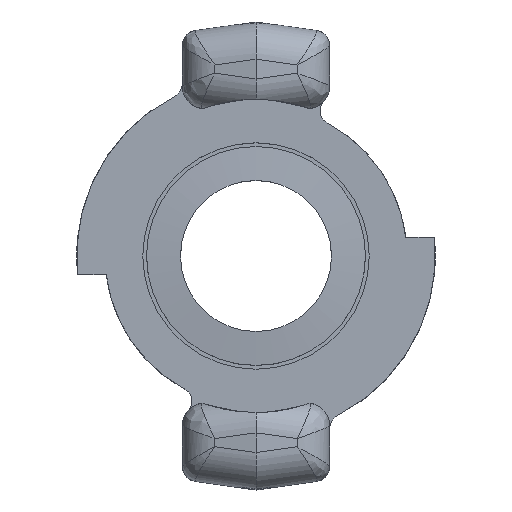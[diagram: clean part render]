
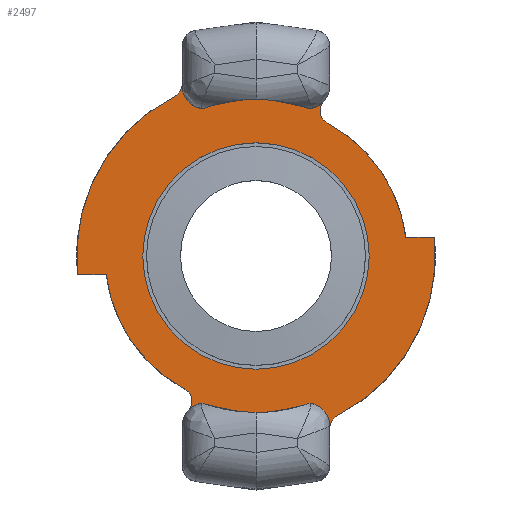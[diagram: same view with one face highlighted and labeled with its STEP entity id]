
A CAD part, top view. The second image highlights one B-rep face of the part: STEP entity #2497.
In plain terms, the highlighted planar face has unit normal (0, 0, 1).
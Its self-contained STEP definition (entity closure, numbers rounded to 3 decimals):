
#201=FACE_BOUND('',#690,.T.);
#215=PLANE('',#2733);
#283=LINE('',#4152,#412);
#284=LINE('',#4156,#413);
#285=LINE('',#4162,#414);
#286=LINE('',#4170,#415);
#287=LINE('',#4174,#416);
#288=LINE('',#4180,#417);
#412=VECTOR('',#3198,10.);
#413=VECTOR('',#3201,10.);
#414=VECTOR('',#3206,10.);
#415=VECTOR('',#3213,10.);
#416=VECTOR('',#3216,10.);
#417=VECTOR('',#3221,10.);
#541=FACE_OUTER_BOUND('',#689,.T.);
#689=EDGE_LOOP('',(#1768,#1769,#1770,#1771,#1772,#1773,#1774,#1775,#1776,
#1777,#1778,#1779,#1780,#1781,#1782,#1783,#1784,#1785));
#690=EDGE_LOOP('',(#1786,#1787));
#862=CIRCLE('',#2734,25.5);
#863=CIRCLE('',#2735,2.);
#864=CIRCLE('',#2736,23.75);
#865=CIRCLE('',#2737,20.);
#866=CIRCLE('',#2738,1.835);
#867=CIRCLE('',#2739,3.);
#868=CIRCLE('',#2740,25.5);
#869=CIRCLE('',#2741,2.);
#870=CIRCLE('',#2742,23.75);
#871=CIRCLE('',#2743,20.);
#872=CIRCLE('',#2744,1.835);
#873=CIRCLE('',#2745,3.);
#874=CIRCLE('',#2746,15.);
#875=CIRCLE('',#2747,15.);
#1061=VERTEX_POINT('',#4150);
#1062=VERTEX_POINT('',#4151);
#1063=VERTEX_POINT('',#4153);
#1064=VERTEX_POINT('',#4155);
#1065=VERTEX_POINT('',#4157);
#1066=VERTEX_POINT('',#4159);
#1067=VERTEX_POINT('',#4161);
#1068=VERTEX_POINT('',#4163);
#1069=VERTEX_POINT('',#4165);
#1070=VERTEX_POINT('',#4167);
#1071=VERTEX_POINT('',#4169);
#1072=VERTEX_POINT('',#4171);
#1073=VERTEX_POINT('',#4173);
#1074=VERTEX_POINT('',#4175);
#1075=VERTEX_POINT('',#4177);
#1076=VERTEX_POINT('',#4179);
#1077=VERTEX_POINT('',#4181);
#1078=VERTEX_POINT('',#4183);
#1079=VERTEX_POINT('',#4186);
#1080=VERTEX_POINT('',#4187);
#1325=EDGE_CURVE('',#1061,#1062,#283,.T.);
#1326=EDGE_CURVE('',#1061,#1063,#862,.T.);
#1327=EDGE_CURVE('',#1064,#1063,#284,.T.);
#1328=EDGE_CURVE('',#1065,#1064,#863,.T.);
#1329=EDGE_CURVE('',#1066,#1065,#864,.T.);
#1330=EDGE_CURVE('',#1067,#1066,#285,.T.);
#1331=EDGE_CURVE('',#1068,#1067,#865,.T.);
#1332=EDGE_CURVE('',#1069,#1068,#866,.T.);
#1333=EDGE_CURVE('',#1070,#1069,#867,.T.);
#1334=EDGE_CURVE('',#1071,#1070,#286,.T.);
#1335=EDGE_CURVE('',#1071,#1072,#868,.T.);
#1336=EDGE_CURVE('',#1073,#1072,#287,.T.);
#1337=EDGE_CURVE('',#1074,#1073,#869,.T.);
#1338=EDGE_CURVE('',#1075,#1074,#870,.T.);
#1339=EDGE_CURVE('',#1076,#1075,#288,.T.);
#1340=EDGE_CURVE('',#1077,#1076,#871,.T.);
#1341=EDGE_CURVE('',#1078,#1077,#872,.T.);
#1342=EDGE_CURVE('',#1062,#1078,#873,.T.);
#1343=EDGE_CURVE('',#1079,#1080,#874,.T.);
#1344=EDGE_CURVE('',#1080,#1079,#875,.T.);
#1768=ORIENTED_EDGE('',*,*,#1325,.F.);
#1769=ORIENTED_EDGE('',*,*,#1326,.T.);
#1770=ORIENTED_EDGE('',*,*,#1327,.F.);
#1771=ORIENTED_EDGE('',*,*,#1328,.F.);
#1772=ORIENTED_EDGE('',*,*,#1329,.F.);
#1773=ORIENTED_EDGE('',*,*,#1330,.F.);
#1774=ORIENTED_EDGE('',*,*,#1331,.F.);
#1775=ORIENTED_EDGE('',*,*,#1332,.F.);
#1776=ORIENTED_EDGE('',*,*,#1333,.F.);
#1777=ORIENTED_EDGE('',*,*,#1334,.F.);
#1778=ORIENTED_EDGE('',*,*,#1335,.T.);
#1779=ORIENTED_EDGE('',*,*,#1336,.F.);
#1780=ORIENTED_EDGE('',*,*,#1337,.F.);
#1781=ORIENTED_EDGE('',*,*,#1338,.F.);
#1782=ORIENTED_EDGE('',*,*,#1339,.F.);
#1783=ORIENTED_EDGE('',*,*,#1340,.F.);
#1784=ORIENTED_EDGE('',*,*,#1341,.F.);
#1785=ORIENTED_EDGE('',*,*,#1342,.F.);
#1786=ORIENTED_EDGE('',*,*,#1343,.F.);
#1787=ORIENTED_EDGE('',*,*,#1344,.F.);
#2497=ADVANCED_FACE('',(#541,#201),#215,.F.);
#2733=AXIS2_PLACEMENT_3D('',#4149,#3196,#3197);
#2734=AXIS2_PLACEMENT_3D('',#4154,#3199,#3200);
#2735=AXIS2_PLACEMENT_3D('',#4158,#3202,#3203);
#2736=AXIS2_PLACEMENT_3D('',#4160,#3204,#3205);
#2737=AXIS2_PLACEMENT_3D('',#4164,#3207,#3208);
#2738=AXIS2_PLACEMENT_3D('',#4166,#3209,#3210);
#2739=AXIS2_PLACEMENT_3D('',#4168,#3211,#3212);
#2740=AXIS2_PLACEMENT_3D('',#4172,#3214,#3215);
#2741=AXIS2_PLACEMENT_3D('',#4176,#3217,#3218);
#2742=AXIS2_PLACEMENT_3D('',#4178,#3219,#3220);
#2743=AXIS2_PLACEMENT_3D('',#4182,#3222,#3223);
#2744=AXIS2_PLACEMENT_3D('',#4184,#3224,#3225);
#2745=AXIS2_PLACEMENT_3D('',#4185,#3226,#3227);
#2746=AXIS2_PLACEMENT_3D('',#4188,#3228,#3229);
#2747=AXIS2_PLACEMENT_3D('',#4189,#3230,#3231);
#3196=DIRECTION('center_axis',(0.,0.,-1.));
#3197=DIRECTION('ref_axis',(-1.,0.,0.));
#3198=DIRECTION('',(0.,-1.,0.));
#3199=DIRECTION('center_axis',(0.,0.,1.));
#3200=DIRECTION('ref_axis',(0.,1.,0.));
#3201=DIRECTION('',(0.,1.,0.));
#3202=DIRECTION('center_axis',(0.,0.,1.));
#3203=DIRECTION('ref_axis',(0.853,-0.521,0.));
#3204=DIRECTION('center_axis',(0.,0.,-1.));
#3205=DIRECTION('ref_axis',(-0.411,0.912,0.));
#3206=DIRECTION('',(-1.,0.,0.));
#3207=DIRECTION('center_axis',(0.,0.,-1.));
#3208=DIRECTION('ref_axis',(-1.,0.,0.));
#3209=DIRECTION('center_axis',(0.,0.,1.));
#3210=DIRECTION('ref_axis',(0.741,-0.671,0.));
#3211=DIRECTION('center_axis',(0.,0.,-1.));
#3212=DIRECTION('ref_axis',(-0.755,0.656,0.));
#3213=DIRECTION('',(0.,1.,0.));
#3214=DIRECTION('center_axis',(0.,0.,1.));
#3215=DIRECTION('ref_axis',(0.,1.,0.));
#3216=DIRECTION('',(0.,-1.,0.));
#3217=DIRECTION('center_axis',(0.,0.,1.));
#3218=DIRECTION('ref_axis',(-0.853,0.521,0.));
#3219=DIRECTION('center_axis',(0.,0.,-1.));
#3220=DIRECTION('ref_axis',(0.411,-0.912,0.));
#3221=DIRECTION('',(1.,0.,0.));
#3222=DIRECTION('center_axis',(0.,0.,-1.));
#3223=DIRECTION('ref_axis',(-1.,0.,0.));
#3224=DIRECTION('center_axis',(0.,0.,1.));
#3225=DIRECTION('ref_axis',(-0.741,0.671,0.));
#3226=DIRECTION('center_axis',(0.,0.,-1.));
#3227=DIRECTION('ref_axis',(0.755,-0.656,0.));
#3228=DIRECTION('center_axis',(0.,0.,1.));
#3229=DIRECTION('ref_axis',(0.,1.,0.));
#3230=DIRECTION('center_axis',(0.,0.,1.));
#3231=DIRECTION('ref_axis',(0.,1.,0.));
#4149=CARTESIAN_POINT('Origin',(0.,20.25,-5.114));
#4150=CARTESIAN_POINT('',(9.75,23.562,-5.114));
#4151=CARTESIAN_POINT('',(9.75,22.478,-5.114));
#4152=CARTESIAN_POINT('',(9.75,25.625,-5.114));
#4153=CARTESIAN_POINT('',(-9.75,23.562,-5.114));
#4154=CARTESIAN_POINT('Origin',(0.,0.,-5.114));
#4155=CARTESIAN_POINT('',(-9.75,22.913,-5.114));
#4156=CARTESIAN_POINT('',(-9.75,-5.375,-5.114));
#4157=CARTESIAN_POINT('',(-10.837,21.133,-5.114));
#4158=CARTESIAN_POINT('Origin',(-11.75,22.913,-5.114));
#4159=CARTESIAN_POINT('',(-23.618,-2.5,-5.114));
#4160=CARTESIAN_POINT('Origin',(0.,0.,-5.114));
#4161=CARTESIAN_POINT('',(-19.843,-2.5,-5.114));
#4162=CARTESIAN_POINT('',(0.,-2.5,-5.114));
#4163=CARTESIAN_POINT('',(-9.466,-17.618,-5.114));
#4164=CARTESIAN_POINT('Origin',(0.,0.,-5.114));
#4165=CARTESIAN_POINT('',(-8.974,-20.465,-5.114));
#4166=CARTESIAN_POINT('Origin',(-10.335,-19.234,-5.114));
#4167=CARTESIAN_POINT('',(-9.75,-22.478,-5.114));
#4168=CARTESIAN_POINT('Origin',(-6.75,-22.478,-5.114));
#4169=CARTESIAN_POINT('',(-9.75,-23.562,-5.114));
#4170=CARTESIAN_POINT('',(-9.75,-5.375,-5.114));
#4171=CARTESIAN_POINT('',(9.75,-23.562,-5.114));
#4172=CARTESIAN_POINT('Origin',(0.,0.,-5.114));
#4173=CARTESIAN_POINT('',(9.75,-22.913,-5.114));
#4174=CARTESIAN_POINT('',(9.75,25.625,-5.114));
#4175=CARTESIAN_POINT('',(10.837,-21.133,-5.114));
#4176=CARTESIAN_POINT('Origin',(11.75,-22.913,-5.114));
#4177=CARTESIAN_POINT('',(23.618,2.5,-5.114));
#4178=CARTESIAN_POINT('Origin',(0.,0.,-5.114));
#4179=CARTESIAN_POINT('',(19.843,2.5,-5.114));
#4180=CARTESIAN_POINT('',(0.,2.5,-5.114));
#4181=CARTESIAN_POINT('',(9.466,17.618,-5.114));
#4182=CARTESIAN_POINT('Origin',(0.,0.,-5.114));
#4183=CARTESIAN_POINT('',(8.974,20.465,-5.114));
#4184=CARTESIAN_POINT('Origin',(10.335,19.234,-5.114));
#4185=CARTESIAN_POINT('Origin',(6.75,22.478,-5.114));
#4186=CARTESIAN_POINT('',(0.,15.,-5.114));
#4187=CARTESIAN_POINT('',(0.,-15.,-5.114));
#4188=CARTESIAN_POINT('Origin',(0.,0.,-5.114));
#4189=CARTESIAN_POINT('Origin',(0.,0.,-5.114));
